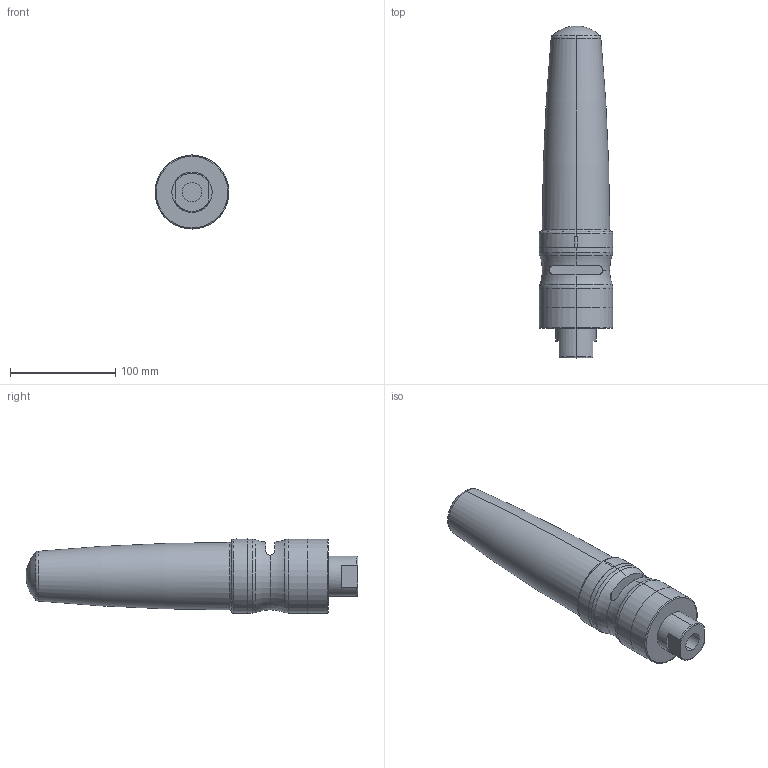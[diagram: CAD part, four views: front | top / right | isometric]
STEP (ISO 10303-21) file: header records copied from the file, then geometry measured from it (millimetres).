
FILE_DESCRIPTION (( 'STEP AP214' ), '1' );
FILE_NAME ('LS7-502BWC9-RYGBC.step', '2016-10-25T15:57:07', ( '' ), ( '' ), 'SwSTEP 2.0', 'SolidWorks 2016', '' );
FILE_SCHEMA (( 'AUTOMOTIVE_DESIGN' ));
Length unit declared in the file: millimetre
Products named in the file (1): LS7-502BWC9-RYGBC
Bounding box: 70 x 315 x 70.29 mm (x, y, z)
Volume: 636849.5 mm3; surface area: 146516.6 mm2
Topology: 4 solids, 4 shells, 77 faces, 174 edges, 108 vertices
Faces by surface type: torus 27, cylinder 26, plane 22, sphere 2
Entity records: 2305 total; most frequent: CARTESIAN_POINT 472, DIRECTION 424, ORIENTED_EDGE 336, AXIS2_PLACEMENT_3D 190, EDGE_CURVE 168, CIRCLE 112, VERTEX_POINT 104, EDGE_LOOP 84
